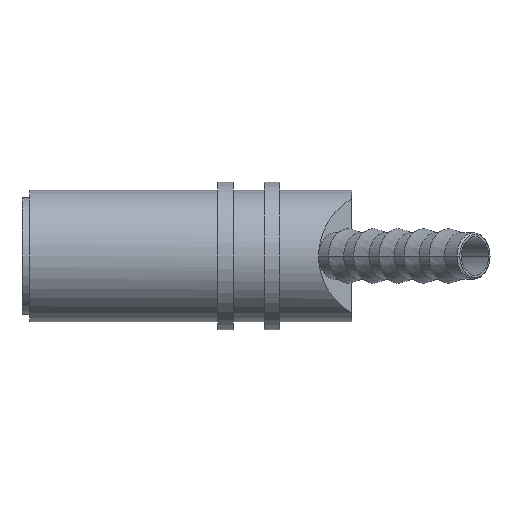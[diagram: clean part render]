
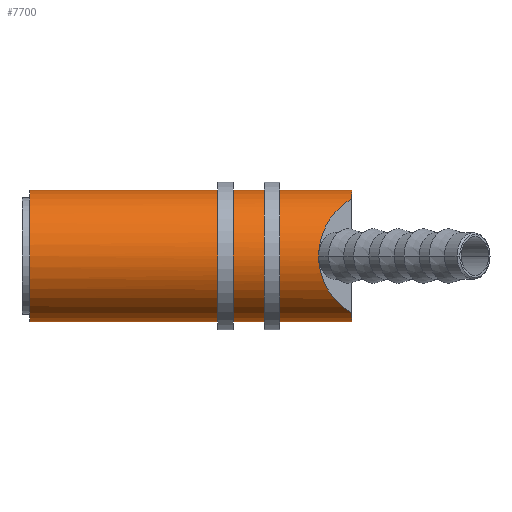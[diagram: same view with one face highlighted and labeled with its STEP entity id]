
A CAD part, front view. The second image highlights one B-rep face of the part: STEP entity #7700.
In plain terms, the highlighted cylindrical face has radius 8.5 mm (diameter 17 mm), a partial arc.
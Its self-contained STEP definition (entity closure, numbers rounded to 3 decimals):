
#74 = AXIS2_PLACEMENT_3D ( 'NONE', #4572, #7533, #2131 ) ;
#375 = CARTESIAN_POINT ( 'NONE',  ( 38.257, -8.5, 0. ) ) ;
#417 = ORIENTED_EDGE ( 'NONE', *, *, #5106, .F. ) ;
#526 = CARTESIAN_POINT ( 'NONE',  ( 38.257, -8.5, -3.108 ) ) ;
#778 = CARTESIAN_POINT ( 'NONE',  ( 39.81, -6.947, 5.8 ) ) ;
#829 = CIRCLE ( 'NONE', #4731, 8.5 ) ;
#954 =( BOUNDED_CURVE ( )  B_SPLINE_CURVE ( 3, ( #6182, #4365, #778, #4793 ),
 .UNSPECIFIED., .F., .T. ) 
 B_SPLINE_CURVE_WITH_KNOTS ( ( 4, 4 ),
 ( 0., 1.046 ),
 .UNSPECIFIED. ) 
 CURVE ( )  GEOMETRIC_REPRESENTATION_ITEM ( )  RATIONAL_B_SPLINE_CURVE ( ( 1., 0.911, 0.911, 1. ) ) 
 REPRESENTATION_ITEM ( '' )  );
#1043 = EDGE_CURVE ( 'NONE', #1785, #4403, #4745, .T. ) ;
#1268 = VERTEX_POINT ( 'NONE', #3548 ) ;
#1339 = EDGE_CURVE ( 'NONE', #1900, #4403, #829, .T. ) ;
#1360 = VECTOR ( 'NONE', #3446, 1000. ) ;
#1376 = AXIS2_PLACEMENT_3D ( 'NONE', #6868, #6754, #4980 ) ;
#1396 = DIRECTION ( 'NONE',  ( -1., 0., 0. ) ) ;
#1470 = CYLINDRICAL_SURFACE ( 'NONE', #5141, 8.5 ) ;
#1785 = VERTEX_POINT ( 'NONE', #3780 ) ;
#1878 = EDGE_CURVE ( 'NONE', #2855, #3335, #6301, .T. ) ;
#1900 = VERTEX_POINT ( 'NONE', #7151 ) ;
#2131 = DIRECTION ( 'NONE',  ( 0., 0., 1. ) ) ;
#2212 = ORIENTED_EDGE ( 'NONE', *, *, #7648, .T. ) ;
#2251 = CARTESIAN_POINT ( 'NONE',  ( 38.257, -8.5, 0. ) ) ;
#2733 = EDGE_CURVE ( 'NONE', #5010, #2855, #7752, .T. ) ;
#2855 = VERTEX_POINT ( 'NONE', #6599 ) ;
#2918 = DIRECTION ( 'NONE',  ( -1., 0., 0. ) ) ;
#3243 = CARTESIAN_POINT ( 'NONE',  ( 1., 0., 8.5 ) ) ;
#3335 = VERTEX_POINT ( 'NONE', #375 ) ;
#3446 = DIRECTION ( 'NONE',  ( -1., 0., 0. ) ) ;
#3523 = CARTESIAN_POINT ( 'NONE',  ( 0., 0., 8.5 ) ) ;
#3548 = CARTESIAN_POINT ( 'NONE',  ( 42.5, -4.257, 7.357 ) ) ;
#3672 = DIRECTION ( 'NONE',  ( 0., 0., 1. ) ) ;
#3780 = CARTESIAN_POINT ( 'NONE',  ( 42.5, 0., 8.5 ) ) ;
#4137 = EDGE_LOOP ( 'NONE', ( #417, #5580, #7416, #6324, #2212, #6536, #7329 ) ) ;
#4365 = CARTESIAN_POINT ( 'NONE',  ( 38.257, -8.5, 3.108 ) ) ;
#4403 = VERTEX_POINT ( 'NONE', #3243 ) ;
#4572 = CARTESIAN_POINT ( 'NONE',  ( 42.5, 0., 0. ) ) ;
#4731 = AXIS2_PLACEMENT_3D ( 'NONE', #5401, #6159, #3672 ) ;
#4745 = LINE ( 'NONE', #3523, #7395 ) ;
#4793 = CARTESIAN_POINT ( 'NONE',  ( 42.5, -4.257, 7.357 ) ) ;
#4980 = DIRECTION ( 'NONE',  ( 0., 0., 1. ) ) ;
#5010 = VERTEX_POINT ( 'NONE', #5149 ) ;
#5023 = FACE_OUTER_BOUND ( 'NONE', #4137, .T. ) ;
#5106 = EDGE_CURVE ( 'NONE', #5010, #1900, #7622, .T. ) ;
#5141 = AXIS2_PLACEMENT_3D ( 'NONE', #5530, #1396, #6713 ) ;
#5149 = CARTESIAN_POINT ( 'NONE',  ( 42.5, 0., -8.5 ) ) ;
#5180 = EDGE_CURVE ( 'NONE', #3335, #1268, #954, .T. ) ;
#5262 = CARTESIAN_POINT ( 'NONE',  ( 0., 0., -8.5 ) ) ;
#5401 = CARTESIAN_POINT ( 'NONE',  ( 1., 0., 0. ) ) ;
#5523 = CIRCLE ( 'NONE', #1376, 8.5 ) ;
#5530 = CARTESIAN_POINT ( 'NONE',  ( 0., 0., 0. ) ) ;
#5580 = ORIENTED_EDGE ( 'NONE', *, *, #2733, .T. ) ;
#5928 = CARTESIAN_POINT ( 'NONE',  ( 39.81, -6.947, -5.8 ) ) ;
#6159 = DIRECTION ( 'NONE',  ( -1., 0., 0. ) ) ;
#6182 = CARTESIAN_POINT ( 'NONE',  ( 38.257, -8.5, 0. ) ) ;
#6301 =( BOUNDED_CURVE ( )  B_SPLINE_CURVE ( 3, ( #7656, #5928, #526, #2251 ),
 .UNSPECIFIED., .F., .T. ) 
 B_SPLINE_CURVE_WITH_KNOTS ( ( 4, 4 ),
 ( 5.237, 6.283 ),
 .UNSPECIFIED. ) 
 CURVE ( )  GEOMETRIC_REPRESENTATION_ITEM ( )  RATIONAL_B_SPLINE_CURVE ( ( 1., 0.911, 0.911, 1. ) ) 
 REPRESENTATION_ITEM ( '' )  );
#6324 = ORIENTED_EDGE ( 'NONE', *, *, #5180, .T. ) ;
#6536 = ORIENTED_EDGE ( 'NONE', *, *, #1043, .T. ) ;
#6599 = CARTESIAN_POINT ( 'NONE',  ( 42.5, -4.257, -7.357 ) ) ;
#6713 = DIRECTION ( 'NONE',  ( 0., 0., 1. ) ) ;
#6754 = DIRECTION ( 'NONE',  ( -1., 0., 0. ) ) ;
#6868 = CARTESIAN_POINT ( 'NONE',  ( 42.5, 0., 0. ) ) ;
#7151 = CARTESIAN_POINT ( 'NONE',  ( 1., 0., -8.5 ) ) ;
#7329 = ORIENTED_EDGE ( 'NONE', *, *, #1339, .F. ) ;
#7395 = VECTOR ( 'NONE', #2918, 1000. ) ;
#7416 = ORIENTED_EDGE ( 'NONE', *, *, #1878, .T. ) ;
#7533 = DIRECTION ( 'NONE',  ( -1., 0., 0. ) ) ;
#7622 = LINE ( 'NONE', #5262, #1360 ) ;
#7648 = EDGE_CURVE ( 'NONE', #1268, #1785, #5523, .T. ) ;
#7656 = CARTESIAN_POINT ( 'NONE',  ( 42.5, -4.257, -7.357 ) ) ;
#7700 = ADVANCED_FACE ( 'NONE', ( #5023 ), #1470, .T. ) ;
#7752 = CIRCLE ( 'NONE', #74, 8.5 ) ;
